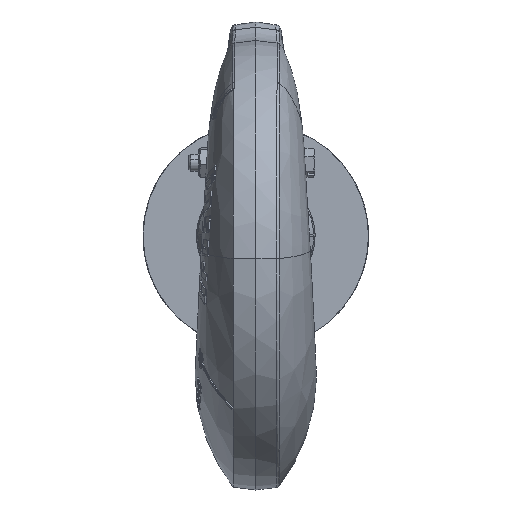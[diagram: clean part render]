
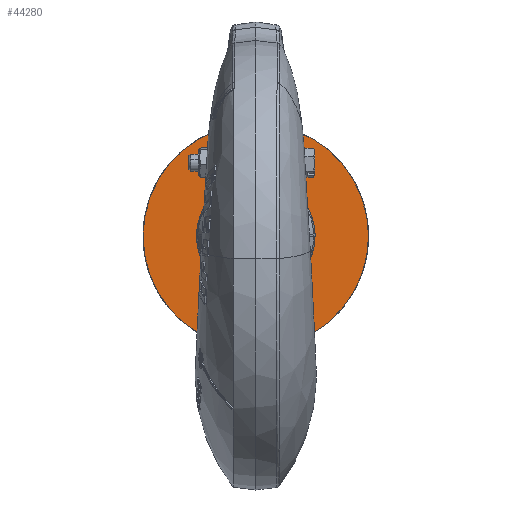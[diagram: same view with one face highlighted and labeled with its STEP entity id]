
A CAD part, front view. The second image highlights one B-rep face of the part: STEP entity #44280.
In plain terms, the highlighted planar face has unit normal (0, -1, 0).
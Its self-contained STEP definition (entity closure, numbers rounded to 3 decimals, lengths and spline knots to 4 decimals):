
#7769=CARTESIAN_POINT('',(0.,-8.341,0.));
#7770=DIRECTION('',(0.,-1.,0.));
#7771=DIRECTION('',(0.,0.,-1.));
#7772=AXIS2_PLACEMENT_3D('',#7769,#7770,#7771);
#7777=CARTESIAN_POINT('',(0.,-8.341,0.));
#7778=DIRECTION('',(0.,-1.,0.));
#7779=DIRECTION('',(0.,0.,1.));
#7780=AXIS2_PLACEMENT_3D('',#7777,#7778,#7779);
#7785=CARTESIAN_POINT('',(0.,-8.341,0.));
#7786=DIRECTION('',(0.,-1.,0.));
#7787=DIRECTION('',(1.,0.,0.));
#7788=AXIS2_PLACEMENT_3D('',#7785,#7786,#7787);
#7915=CARTESIAN_POINT('',(0.,-8.341,0.));
#7916=DIRECTION('',(0.,1.,0.));
#7917=DIRECTION('',(1.,0.,0.));
#7918=AXIS2_PLACEMENT_3D('',#7915,#7916,#7917);
#36016=CARTESIAN_POINT('',(2.5,-8.341,0.));
#36018=VERTEX_POINT('',#36016);
#36020=CARTESIAN_POINT('',(-2.5,-8.341,0.));
#36022=VERTEX_POINT('',#36020);
#37441=CARTESIAN_POINT('',(0.,-8.341,-1.313));
#37442=CARTESIAN_POINT('',(0.,-8.341,1.313));
#37443=VERTEX_POINT('',#37441);
#37444=VERTEX_POINT('',#37442);
#44264=CARTESIAN_POINT('',(0.,-8.341,0.));
#44265=DIRECTION('',(0.,-1.,0.));
#44266=DIRECTION('',(-1.,0.,0.));
#44267=AXIS2_PLACEMENT_3D('',#44264,#44265,#44266);
#44268=PLANE('',#44267);
#44270=ORIENTED_EDGE('',*,*,#44269,.F.);
#44272=ORIENTED_EDGE('',*,*,#44271,.T.);
#44273=EDGE_LOOP('',(#44270,#44272));
#44274=FACE_OUTER_BOUND('',#44273,.F.);
#44275=ORIENTED_EDGE('',*,*,#44248,.T.);
#44277=ORIENTED_EDGE('',*,*,#44276,.T.);
#44278=EDGE_LOOP('',(#44275,#44277));
#44279=FACE_BOUND('',#44278,.F.);
#7773=CIRCLE('',#7772,1.313);
#7781=CIRCLE('',#7780,1.313);
#7789=CIRCLE('',#7788,2.5);
#7919=CIRCLE('',#7918,2.5);
#44248=EDGE_CURVE('',#37443,#37444,#7773,.T.);
#44269=EDGE_CURVE('',#36018,#36022,#7789,.T.);
#44271=EDGE_CURVE('',#36018,#36022,#7919,.T.);
#44276=EDGE_CURVE('',#37444,#37443,#7781,.T.);
#44280=ADVANCED_FACE('',(#44274,#44279),#44268,.T.);
